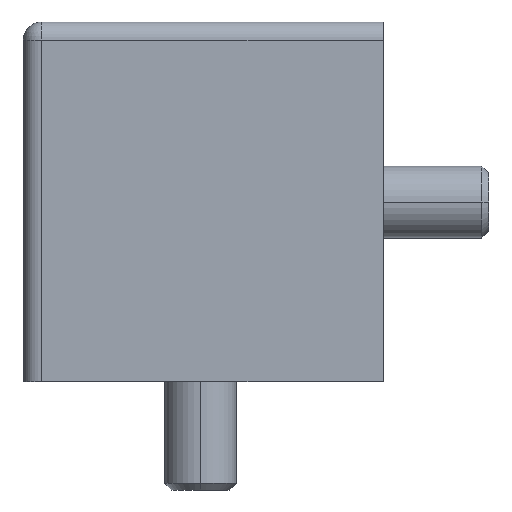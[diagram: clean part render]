
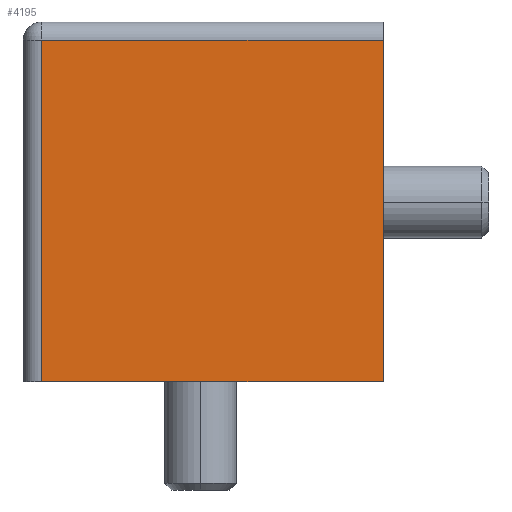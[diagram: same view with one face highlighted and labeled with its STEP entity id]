
A CAD part, front view. The second image highlights one B-rep face of the part: STEP entity #4195.
In plain terms, the highlighted planar face has unit normal (0, -1, 0).
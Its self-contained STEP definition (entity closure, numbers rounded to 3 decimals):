
#4000=CARTESIAN_POINT('',(-17.689,-20.0,38.));
#4001=VERTEX_POINT('',#4000);
#4033=CARTESIAN_POINT('',(20.311,-20.0,38.));
#4034=VERTEX_POINT('',#4033);
#4051=CARTESIAN_POINT('',(-17.689,-20.0,38.));
#4052=DIRECTION('',(1.0,0.0,0.0));
#4053=VECTOR('',#4052,38.);
#4054=LINE('',#4051,#4053);
#4055=EDGE_CURVE('',#4001,#4034,#4054,.T.);
#4099=CARTESIAN_POINT('',(-17.689,-20.0,0.));
#4100=VERTEX_POINT('',#4099);
#4108=CARTESIAN_POINT('',(-17.689,-20.0,0.));
#4109=DIRECTION('',(0.0,0.0,1.0));
#4110=VECTOR('',#4109,38.);
#4111=LINE('',#4108,#4110);
#4112=EDGE_CURVE('',#4100,#4001,#4111,.T.);
#4130=CARTESIAN_POINT('',(20.311,-20.0,0.));
#4131=VERTEX_POINT('',#4130);
#4132=CARTESIAN_POINT('',(20.311,-20.0,38.));
#4133=DIRECTION('',(0.0,0.0,-1.0));
#4134=VECTOR('',#4133,38.);
#4135=LINE('',#4132,#4134);
#4136=EDGE_CURVE('',#4034,#4131,#4135,.T.);
#4179=CARTESIAN_POINT('',(0.311,-20.0,20.));
#4180=DIRECTION('',(0.0,1.0,0.0));
#4181=DIRECTION('',(0.0,0.0,-1.0));
#4182=AXIS2_PLACEMENT_3D('',#4179,#4180,#4181);
#4183=PLANE('',#4182);
#4184=ORIENTED_EDGE('',*,*,#4055,.F.);
#4185=ORIENTED_EDGE('',*,*,#4112,.F.);
#4186=CARTESIAN_POINT('',(20.311,-20.0,0.));
#4187=DIRECTION('',(-1.0,0.0,0.0));
#4188=VECTOR('',#4187,38.0);
#4189=LINE('',#4186,#4188);
#4190=EDGE_CURVE('',#4131,#4100,#4189,.T.);
#4191=ORIENTED_EDGE('',*,*,#4190,.F.);
#4192=ORIENTED_EDGE('',*,*,#4136,.F.);
#4193=EDGE_LOOP('',(#4184,#4185,#4191,#4192));
#4194=FACE_OUTER_BOUND('',#4193,.T.);
#4195=ADVANCED_FACE('',(#4194),#4183,.F.);
